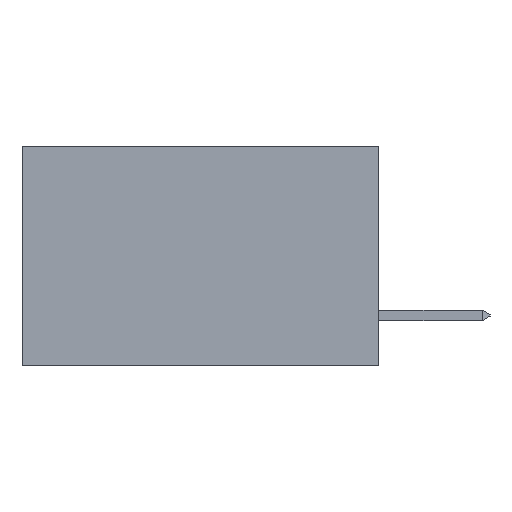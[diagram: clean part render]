
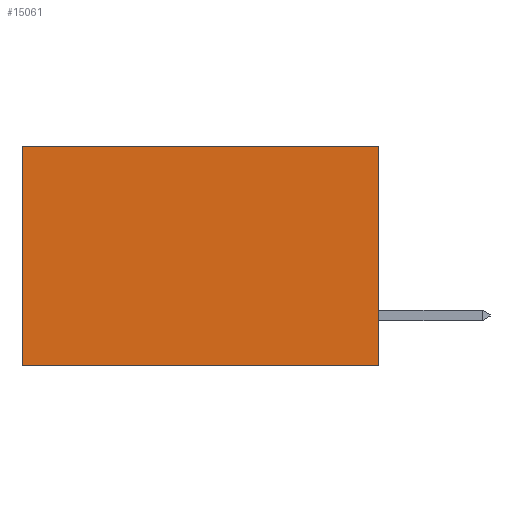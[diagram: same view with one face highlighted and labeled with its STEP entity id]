
A CAD part, left-side view. The second image highlights one B-rep face of the part: STEP entity #15061.
In plain terms, the highlighted planar face has unit normal (-1, 0, 0).
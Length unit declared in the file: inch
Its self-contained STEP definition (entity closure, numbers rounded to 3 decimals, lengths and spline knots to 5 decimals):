
#458 = LINE ( 'NONE', #5286, #10161 ) ;
#495 = DIRECTION ( 'NONE',  ( 0., 1., 0. ) ) ;
#537 = LINE ( 'NONE', #9439, #6767 ) ;
#808 = EDGE_CURVE ( 'NONE', #4507, #7196, #537, .T. ) ;
#1328 = CARTESIAN_POINT ( 'NONE',  ( 0.2615, 0., -0.37 ) ) ;
#1375 = CARTESIAN_POINT ( 'NONE',  ( 0.2615, 0., -0.37 ) ) ;
#2326 = VERTEX_POINT ( 'NONE', #5650 ) ;
#2911 = LINE ( 'NONE', #5795, #6062 ) ;
#3419 = ORIENTED_EDGE ( 'NONE', *, *, #16576, .T. ) ;
#3799 = CARTESIAN_POINT ( 'NONE',  ( 0.2615, 0.6, -0.37 ) ) ;
#4012 = PLANE ( 'NONE',  #16761 ) ;
#4377 = VECTOR ( 'NONE', #9931, 39.37008 ) ;
#4507 = VERTEX_POINT ( 'NONE', #7178 ) ;
#5286 = CARTESIAN_POINT ( 'NONE',  ( 0.2615, 0., -0.37 ) ) ;
#5385 = DIRECTION ( 'NONE',  ( 1., 0., 0. ) ) ;
#5650 = CARTESIAN_POINT ( 'NONE',  ( 0.2615, 0., 0. ) ) ;
#5795 = CARTESIAN_POINT ( 'NONE',  ( 0.2615, 0., 0. ) ) ;
#6062 = VECTOR ( 'NONE', #495, 39.37008 ) ;
#6767 = VECTOR ( 'NONE', #9098, 39.37008 ) ;
#7178 = CARTESIAN_POINT ( 'NONE',  ( 0.2615, 0.6, 0. ) ) ;
#7196 = VERTEX_POINT ( 'NONE', #3799 ) ;
#7221 = EDGE_CURVE ( 'NONE', #2326, #14646, #458, .T. ) ;
#8200 = EDGE_LOOP ( 'NONE', ( #9537, #14947, #13850, #3419 ) ) ;
#8615 = CARTESIAN_POINT ( 'NONE',  ( 0.2615, 0., -0.37 ) ) ;
#9098 = DIRECTION ( 'NONE',  ( 0., 0., -1. ) ) ;
#9439 = CARTESIAN_POINT ( 'NONE',  ( 0.2615, 0.6, -0.37 ) ) ;
#9537 = ORIENTED_EDGE ( 'NONE', *, *, #808, .T. ) ;
#9931 = DIRECTION ( 'NONE',  ( 0., 1., 0. ) ) ;
#10161 = VECTOR ( 'NONE', #13146, 39.37008 ) ;
#10719 = FACE_OUTER_BOUND ( 'NONE', #8200, .T. ) ;
#13146 = DIRECTION ( 'NONE',  ( 0., 0., -1. ) ) ;
#13850 = ORIENTED_EDGE ( 'NONE', *, *, #7221, .F. ) ;
#14460 = DIRECTION ( 'NONE',  ( 0., 0., -1. ) ) ;
#14646 = VERTEX_POINT ( 'NONE', #1328 ) ;
#14768 = LINE ( 'NONE', #8615, #4377 ) ;
#14947 = ORIENTED_EDGE ( 'NONE', *, *, #16669, .F. ) ;
#15061 = ADVANCED_FACE ( 'NONE', ( #10719 ), #4012, .F. ) ;
#16576 = EDGE_CURVE ( 'NONE', #2326, #4507, #2911, .T. ) ;
#16669 = EDGE_CURVE ( 'NONE', #14646, #7196, #14768, .T. ) ;
#16761 = AXIS2_PLACEMENT_3D ( 'NONE', #1375, #5385, #14460 ) ;
